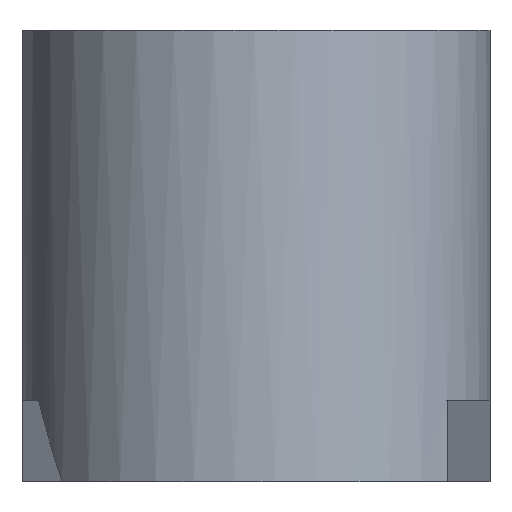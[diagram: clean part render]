
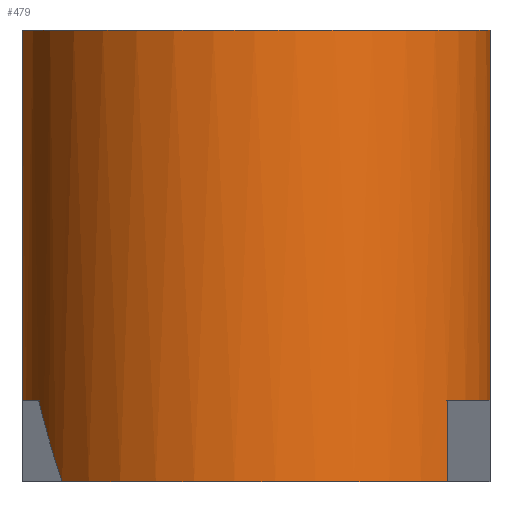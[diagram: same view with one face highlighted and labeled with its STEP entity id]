
A CAD part, left-side view. The second image highlights one B-rep face of the part: STEP entity #479.
In plain terms, the highlighted cylindrical face has radius 8.351 mm (diameter 16.701 mm), a partial arc.
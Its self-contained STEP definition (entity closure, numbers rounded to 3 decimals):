
#16=CYLINDRICAL_SURFACE('',#528,8.351);
#22=ELLIPSE('',#526,16.701,8.351);
#32=CIRCLE('',#511,8.351);
#35=CIRCLE('',#520,8.351);
#38=CIRCLE('',#524,8.351);
#39=CIRCLE('',#529,8.351);
#56=FACE_OUTER_BOUND('',#83,.T.);
#83=EDGE_LOOP('',(#377,#378,#379,#380,#381,#382,#383,#384));
#118=LINE('',#733,#168);
#138=LINE('',#783,#188);
#139=LINE('',#785,#189);
#168=VECTOR('',#583,10.);
#188=VECTOR('',#631,10.);
#189=VECTOR('',#632,10.);
#210=VERTEX_POINT('',#708);
#211=VERTEX_POINT('',#710);
#220=VERTEX_POINT('',#730);
#221=VERTEX_POINT('',#732);
#230=VERTEX_POINT('',#761);
#233=VERTEX_POINT('',#768);
#236=VERTEX_POINT('',#774);
#238=VERTEX_POINT('',#784);
#256=EDGE_CURVE('',#210,#211,#32,.T.);
#267=EDGE_CURVE('',#220,#221,#118,.T.);
#283=EDGE_CURVE('',#230,#220,#35,.T.);
#289=EDGE_CURVE('',#236,#233,#38,.T.);
#290=EDGE_CURVE('',#236,#211,#22,.T.);
#293=EDGE_CURVE('',#230,#233,#138,.T.);
#294=EDGE_CURVE('',#238,#210,#139,.T.);
#295=EDGE_CURVE('',#221,#238,#39,.T.);
#377=ORIENTED_EDGE('',*,*,#293,.T.);
#378=ORIENTED_EDGE('',*,*,#289,.F.);
#379=ORIENTED_EDGE('',*,*,#290,.T.);
#380=ORIENTED_EDGE('',*,*,#256,.F.);
#381=ORIENTED_EDGE('',*,*,#294,.F.);
#382=ORIENTED_EDGE('',*,*,#295,.F.);
#383=ORIENTED_EDGE('',*,*,#267,.F.);
#384=ORIENTED_EDGE('',*,*,#283,.F.);
#479=ADVANCED_FACE('',(#56),#16,.T.);
#511=AXIS2_PLACEMENT_3D('',#711,#567,#568);
#520=AXIS2_PLACEMENT_3D('',#763,#609,#610);
#524=AXIS2_PLACEMENT_3D('',#776,#620,#621);
#526=AXIS2_PLACEMENT_3D('',#778,#624,#625);
#528=AXIS2_PLACEMENT_3D('',#782,#629,#630);
#529=AXIS2_PLACEMENT_3D('',#786,#633,#634);
#567=DIRECTION('center_axis',(0.,0.,
-1.));
#568=DIRECTION('ref_axis',(-1.,0.,0.));
#583=DIRECTION('',(0.,0.,-1.));
#609=DIRECTION('center_axis',(0.,0.,
1.));
#610=DIRECTION('ref_axis',(-1.,0.,0.));
#620=DIRECTION('center_axis',(0.,0.,
-1.));
#621=DIRECTION('ref_axis',(-1.,0.,0.));
#624=DIRECTION('center_axis',(-0.709,-0.497,0.5));
#625=DIRECTION('ref_axis',(-0.41,-0.287,-0.866));
#629=DIRECTION('center_axis',(0.,0.,
-1.));
#630=DIRECTION('ref_axis',(-1.,0.,0.));
#631=DIRECTION('',(0.,0.,-1.));
#632=DIRECTION('',(0.,0.,-1.));
#633=DIRECTION('center_axis',(0.,0.,
-1.));
#634=DIRECTION('ref_axis',(-1.,0.,0.));
#708=CARTESIAN_POINT('',(-15.193,114.95,16.861));
#710=CARTESIAN_POINT('',(-15.234,128.577,16.861));
#711=CARTESIAN_POINT('Origin',(-10.386,121.778,16.861));
#730=CARTESIAN_POINT('',(-10.386,113.428,32.861));
#732=CARTESIAN_POINT('',(-10.386,113.428,19.748));
#733=CARTESIAN_POINT('',(-10.386,113.428,32.861));
#761=CARTESIAN_POINT('',(-11.856,129.998,32.861));
#763=CARTESIAN_POINT('Origin',(-10.386,121.778,32.861));
#768=CARTESIAN_POINT('',(-11.856,129.998,19.748));
#774=CARTESIAN_POINT('',(-13.781,129.408,19.748));
#776=CARTESIAN_POINT('Origin',(-10.386,121.778,19.748));
#778=CARTESIAN_POINT('Origin',(-10.386,121.778,16.985));
#782=CARTESIAN_POINT('Origin',(-10.386,121.778,32.861));
#783=CARTESIAN_POINT('',(-11.856,129.998,32.861));
#784=CARTESIAN_POINT('',(-15.193,114.95,19.748));
#785=CARTESIAN_POINT('',(-15.193,114.95,32.861));
#786=CARTESIAN_POINT('Origin',(-10.386,121.778,19.748));
